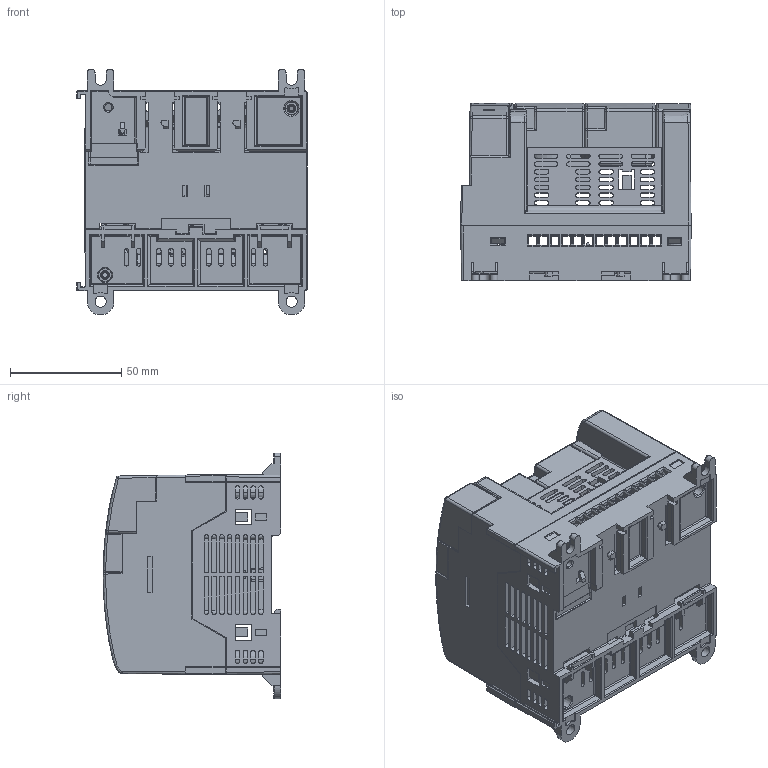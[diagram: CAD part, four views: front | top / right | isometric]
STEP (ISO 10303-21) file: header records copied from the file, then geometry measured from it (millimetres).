
FILE_DESCRIPTION((''),'2;1');
FILE_NAME('10000182103_ASM','2011-05-27T',('lceliz'),('Rockwell Automation'),'PRO/ENGINEER BY PARAMETRIC TECHNOLOGY CORPORATION, 2005110','PRO/ENGINEER BY PARAMETRIC TECHNOLOGY CORPORATION, 2005110','');
FILE_SCHEMA(('CONFIG_CONTROL_DESIGN'));
Length unit declared in the file: millimetre
Products named in the file (7): 10000055263; 10000056025; 10000112526; 10000113079; 10000105797; 10000105799; 10000182103_ASM
Assembly tree (7 placements, depth 2):
  10000182103_ASM
    10000055263
    10000056025
    10000112526  x2
    10000113079
    10000105797
    10000105799
Bounding box: 103.75 x 80 x 110.75 mm (x, y, z)
Volume: 132047.7 mm3; surface area: 149958.3 mm2
Topology: 7 solids, 7 shells, 3600 faces, 10218 edges, 6599 vertices
Faces by surface type: plane 2468, cylinder 722, cone 171, bspline 158, sphere 44, torus 37
Entity records: 112296 total; most frequent: CARTESIAN_POINT 29782, ORIENTED_EDGE 18402, DIRECTION 14989, EDGE_CURVE 9201, VECTOR 6905, LINE 6905, VERTEX_POINT 5948, AXIS2_PLACEMENT_3D 4042
